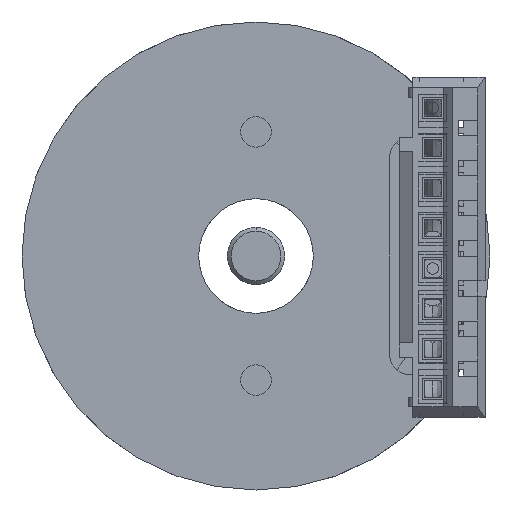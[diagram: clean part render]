
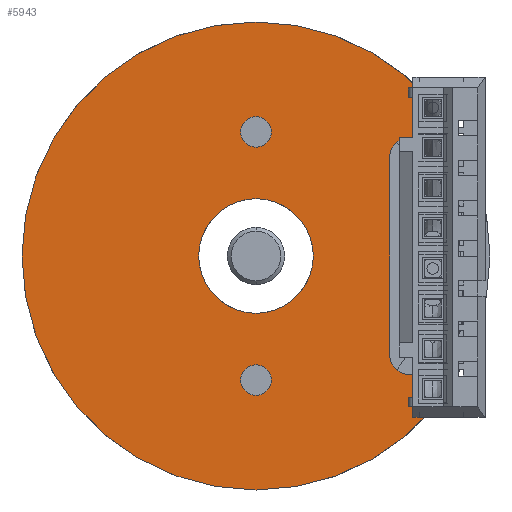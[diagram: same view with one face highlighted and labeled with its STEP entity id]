
A CAD part, front view. The second image highlights one B-rep face of the part: STEP entity #5943.
In plain terms, the highlighted planar face has unit normal (0, -1, 0).
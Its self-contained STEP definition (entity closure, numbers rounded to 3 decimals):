
#398 = CARTESIAN_POINT ( 'NONE',  ( 0., 0., 0. ) ) ;
#497 = ORIENTED_EDGE ( 'NONE', *, *, #1396, .F. ) ;
#498 = CARTESIAN_POINT ( 'NONE',  ( 8., 0., -5.2 ) ) ;
#519 = AXIS2_PLACEMENT_3D ( 'NONE', #11133, #2809, #12504 ) ;
#695 = EDGE_LOOP ( 'NONE', ( #7695, #1525, #18057, #3307, #8684, #8984, #497, #17658 ) ) ;
#867 = CIRCLE ( 'NONE', #519, 0.8 ) ;
#923 = AXIS2_PLACEMENT_3D ( 'NONE', #398, #10193, #1815 ) ;
#1176 = ORIENTED_EDGE ( 'NONE', *, *, #17112, .F. ) ;
#1376 = AXIS2_PLACEMENT_3D ( 'NONE', #16657, #8370, #18055 ) ;
#1378 = VERTEX_POINT ( 'NONE', #15636 ) ;
#1396 = EDGE_CURVE ( 'NONE', #9785, #1378, #4156, .T. ) ;
#1525 = ORIENTED_EDGE ( 'NONE', *, *, #11368, .T. ) ;
#1540 = DIRECTION ( 'NONE',  ( 0., -1., 0. ) ) ;
#1586 = FACE_BOUND ( 'NONE', #6928, .T. ) ;
#1593 = DIRECTION ( 'NONE',  ( 0., -1., 0. ) ) ;
#1641 = VERTEX_POINT ( 'NONE', #13513 ) ;
#1671 = EDGE_CURVE ( 'NONE', #4312, #1641, #10413, .T. ) ;
#1772 = CARTESIAN_POINT ( 'NONE',  ( 8., 0., -6.2 ) ) ;
#1815 = DIRECTION ( 'NONE',  ( 0., 0., -1. ) ) ;
#1841 = CIRCLE ( 'NONE', #12638, 0.8 ) ;
#1911 = EDGE_CURVE ( 'NONE', #3444, #15047, #3212, .T. ) ;
#1931 = DIRECTION ( 'NONE',  ( 0., 0., -1. ) ) ;
#1991 = VERTEX_POINT ( 'NONE', #9836 ) ;
#2150 = EDGE_CURVE ( 'NONE', #1991, #16506, #13169, .T. ) ;
#2418 = EDGE_CURVE ( 'NONE', #8797, #9972, #1841, .T. ) ;
#2809 = DIRECTION ( 'NONE',  ( 0., -1., 0. ) ) ;
#2836 = DIRECTION ( 'NONE',  ( 0., -1., 0. ) ) ;
#2964 = DIRECTION ( 'NONE',  ( 0., -1., 0. ) ) ;
#3212 = LINE ( 'NONE', #6947, #13396 ) ;
#3307 = ORIENTED_EDGE ( 'NONE', *, *, #9927, .T. ) ;
#3345 = CARTESIAN_POINT ( 'NONE',  ( 0., 0., -6.5 ) ) ;
#3424 = DIRECTION ( 'NONE',  ( 0., 1., 0. ) ) ;
#3444 = VERTEX_POINT ( 'NONE', #1772 ) ;
#3914 = CARTESIAN_POINT ( 'NONE',  ( 17.5, 0., 6.2 ) ) ;
#4074 = CARTESIAN_POINT ( 'NONE',  ( 0., 0., 6.5 ) ) ;
#4156 = LINE ( 'NONE', #17179, #15642 ) ;
#4312 = VERTEX_POINT ( 'NONE', #10600 ) ;
#4748 = DIRECTION ( 'NONE',  ( 0., 0., -1. ) ) ;
#5390 = ORIENTED_EDGE ( 'NONE', *, *, #2150, .F. ) ;
#5421 = AXIS2_PLACEMENT_3D ( 'NONE', #3345, #13014, #4748 ) ;
#5522 = DIRECTION ( 'NONE',  ( 0., 0., -1. ) ) ;
#5606 = AXIS2_PLACEMENT_3D ( 'NONE', #9971, #1593, #11356 ) ;
#5640 = VERTEX_POINT ( 'NONE', #8906 ) ;
#5702 = CIRCLE ( 'NONE', #9584, 0.8 ) ;
#5943 = ADVANCED_FACE ( 'NONE', ( #1586, #8606, #17265, #15962 ), #13842, .T. ) ;
#6072 = CARTESIAN_POINT ( 'NONE',  ( 0., 0., -7.3 ) ) ;
#6305 = CIRCLE ( 'NONE', #5421, 0.8 ) ;
#6449 = CARTESIAN_POINT ( 'NONE',  ( 0., 0., 5.7 ) ) ;
#6928 = EDGE_LOOP ( 'NONE', ( #17506, #14003 ) ) ;
#6947 = CARTESIAN_POINT ( 'NONE',  ( 17.5, 0., -6.2 ) ) ;
#7340 = CARTESIAN_POINT ( 'NONE',  ( 0., 0., 12.25 ) ) ;
#7409 = EDGE_LOOP ( 'NONE', ( #16117, #16553 ) ) ;
#7695 = ORIENTED_EDGE ( 'NONE', *, *, #1671, .F. ) ;
#8000 = CARTESIAN_POINT ( 'NONE',  ( 0., 0., -12.25 ) ) ;
#8148 = DIRECTION ( 'NONE',  ( 0., -1., 0. ) ) ;
#8190 = VERTEX_POINT ( 'NONE', #6072 ) ;
#8216 = EDGE_CURVE ( 'NONE', #3444, #1378, #15019, .T. ) ;
#8299 = AXIS2_PLACEMENT_3D ( 'NONE', #16416, #8148, #17818 ) ;
#8370 = DIRECTION ( 'NONE',  ( 0., -1., 0. ) ) ;
#8533 = EDGE_LOOP ( 'NONE', ( #5390, #1176 ) ) ;
#8606 = FACE_BOUND ( 'NONE', #7409, .T. ) ;
#8684 = ORIENTED_EDGE ( 'NONE', *, *, #1911, .F. ) ;
#8797 = VERTEX_POINT ( 'NONE', #6449 ) ;
#8900 = DIRECTION ( 'NONE',  ( 0., 0., -1. ) ) ;
#8902 = CIRCLE ( 'NONE', #10382, 12.25 ) ;
#8906 = CARTESIAN_POINT ( 'NONE',  ( 0., 0., -5.7 ) ) ;
#8984 = ORIENTED_EDGE ( 'NONE', *, *, #8216, .T. ) ;
#9041 = CARTESIAN_POINT ( 'NONE',  ( 10.565, 0., -6.2 ) ) ;
#9072 = EDGE_CURVE ( 'NONE', #8190, #5640, #867, .T. ) ;
#9365 = CARTESIAN_POINT ( 'NONE',  ( 0., 0., 3. ) ) ;
#9584 = AXIS2_PLACEMENT_3D ( 'NONE', #4074, #13745, #5522 ) ;
#9660 = EDGE_CURVE ( 'NONE', #9972, #8797, #5702, .T. ) ;
#9785 = VERTEX_POINT ( 'NONE', #13968 ) ;
#9836 = CARTESIAN_POINT ( 'NONE',  ( 0., 0., -3. ) ) ;
#9908 = CARTESIAN_POINT ( 'NONE',  ( 0., 0., 6.5 ) ) ;
#9927 = EDGE_CURVE ( 'NONE', #15827, #15047, #15626, .T. ) ;
#9971 = CARTESIAN_POINT ( 'NONE',  ( 0., 0., 0. ) ) ;
#9972 = VERTEX_POINT ( 'NONE', #15127 ) ;
#10011 = CIRCLE ( 'NONE', #923, 12.25 ) ;
#10193 = DIRECTION ( 'NONE',  ( 0., -1., 0. ) ) ;
#10291 = DIRECTION ( 'NONE',  ( 0., 1., 0. ) ) ;
#10382 = AXIS2_PLACEMENT_3D ( 'NONE', #11290, #2964, #12654 ) ;
#10413 = LINE ( 'NONE', #3914, #16883 ) ;
#10587 = EDGE_CURVE ( 'NONE', #11920, #15827, #8902, .T. ) ;
#10600 = CARTESIAN_POINT ( 'NONE',  ( 10.565, 0., 6.2 ) ) ;
#10766 = EDGE_CURVE ( 'NONE', #5640, #8190, #6305, .T. ) ;
#10957 = AXIS2_PLACEMENT_3D ( 'NONE', #498, #10291, #1931 ) ;
#11133 = CARTESIAN_POINT ( 'NONE',  ( 0., 0., -6.5 ) ) ;
#11153 = CARTESIAN_POINT ( 'NONE',  ( 0., 0., 0. ) ) ;
#11290 = CARTESIAN_POINT ( 'NONE',  ( 0., 0., 0. ) ) ;
#11299 = DIRECTION ( 'NONE',  ( 0., 0., -1. ) ) ;
#11356 = DIRECTION ( 'NONE',  ( 0., 0., -1. ) ) ;
#11368 = EDGE_CURVE ( 'NONE', #4312, #11920, #10011, .T. ) ;
#11734 = CARTESIAN_POINT ( 'NONE',  ( 8., 0., 5.2 ) ) ;
#11920 = VERTEX_POINT ( 'NONE', #7340 ) ;
#12098 = AXIS2_PLACEMENT_3D ( 'NONE', #11153, #2836, #12523 ) ;
#12504 = DIRECTION ( 'NONE',  ( 0., 0., -1. ) ) ;
#12523 = DIRECTION ( 'NONE',  ( 0., 0., -1. ) ) ;
#12638 = AXIS2_PLACEMENT_3D ( 'NONE', #9908, #1540, #11299 ) ;
#12654 = DIRECTION ( 'NONE',  ( 0., 0., -1. ) ) ;
#13014 = DIRECTION ( 'NONE',  ( 0., -1., 0. ) ) ;
#13104 = DIRECTION ( 'NONE',  ( 0., 0., -1. ) ) ;
#13169 = CIRCLE ( 'NONE', #12098, 3. ) ;
#13396 = VECTOR ( 'NONE', #18012, 1000. ) ;
#13513 = CARTESIAN_POINT ( 'NONE',  ( 8., 0., 6.2 ) ) ;
#13745 = DIRECTION ( 'NONE',  ( 0., -1., 0. ) ) ;
#13842 = PLANE ( 'NONE',  #1376 ) ;
#13968 = CARTESIAN_POINT ( 'NONE',  ( 7., 0., 5.2 ) ) ;
#14003 = ORIENTED_EDGE ( 'NONE', *, *, #9660, .F. ) ;
#14928 = DIRECTION ( 'NONE',  ( -1., 0., 0. ) ) ;
#15019 = CIRCLE ( 'NONE', #10957, 1. ) ;
#15047 = VERTEX_POINT ( 'NONE', #9041 ) ;
#15127 = CARTESIAN_POINT ( 'NONE',  ( 0., 0., 7.3 ) ) ;
#15169 = EDGE_CURVE ( 'NONE', #9785, #1641, #15956, .T. ) ;
#15626 = CIRCLE ( 'NONE', #8299, 12.25 ) ;
#15636 = CARTESIAN_POINT ( 'NONE',  ( 7., 0., -5.2 ) ) ;
#15642 = VECTOR ( 'NONE', #8900, 1000. ) ;
#15827 = VERTEX_POINT ( 'NONE', #8000 ) ;
#15956 = CIRCLE ( 'NONE', #16681, 1. ) ;
#15962 = FACE_BOUND ( 'NONE', #8533, .T. ) ;
#16117 = ORIENTED_EDGE ( 'NONE', *, *, #9072, .F. ) ;
#16416 = CARTESIAN_POINT ( 'NONE',  ( 0., 0., 0. ) ) ;
#16506 = VERTEX_POINT ( 'NONE', #9365 ) ;
#16553 = ORIENTED_EDGE ( 'NONE', *, *, #10766, .F. ) ;
#16657 = CARTESIAN_POINT ( 'NONE',  ( 3., 0., 0. ) ) ;
#16681 = AXIS2_PLACEMENT_3D ( 'NONE', #11734, #3424, #13104 ) ;
#16883 = VECTOR ( 'NONE', #14928, 1000. ) ;
#17112 = EDGE_CURVE ( 'NONE', #16506, #1991, #17325, .T. ) ;
#17179 = CARTESIAN_POINT ( 'NONE',  ( 7., 0., -6.2 ) ) ;
#17265 = FACE_OUTER_BOUND ( 'NONE', #695, .T. ) ;
#17325 = CIRCLE ( 'NONE', #5606, 3. ) ;
#17506 = ORIENTED_EDGE ( 'NONE', *, *, #2418, .F. ) ;
#17658 = ORIENTED_EDGE ( 'NONE', *, *, #15169, .T. ) ;
#17818 = DIRECTION ( 'NONE',  ( 0., 0., -1. ) ) ;
#18012 = DIRECTION ( 'NONE',  ( 1., 0., 0. ) ) ;
#18055 = DIRECTION ( 'NONE',  ( 0., 0., -1. ) ) ;
#18057 = ORIENTED_EDGE ( 'NONE', *, *, #10587, .T. ) ;
